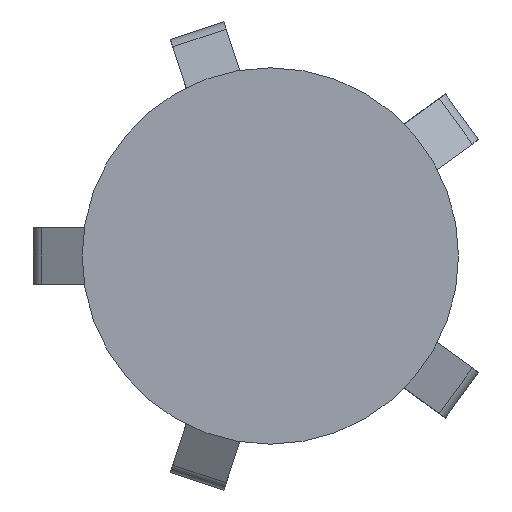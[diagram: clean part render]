
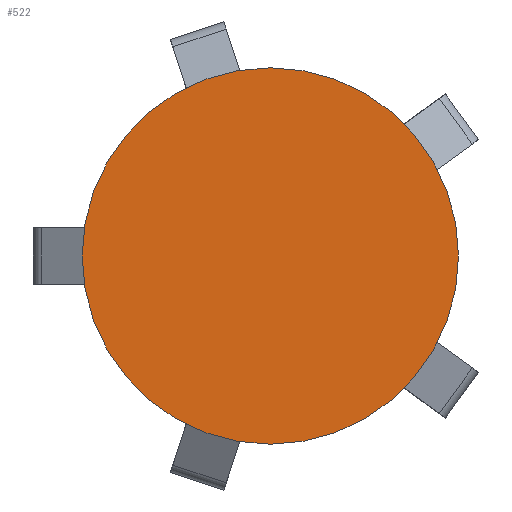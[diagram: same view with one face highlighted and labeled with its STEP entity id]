
A CAD part, front view. The second image highlights one B-rep face of the part: STEP entity #522.
In plain terms, the highlighted planar face has unit normal (0, -1, 0).
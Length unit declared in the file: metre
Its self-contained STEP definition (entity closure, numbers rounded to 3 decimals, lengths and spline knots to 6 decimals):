
#522 = ADVANCED_FACE( '', ( #1238 ), #1239, .F. );
#1238 = FACE_OUTER_BOUND( '', #2058, .T. );
#1239 = PLANE( '', #2059 );
#2058 = EDGE_LOOP( '', ( #4510 ) );
#2059 = AXIS2_PLACEMENT_3D( '', #4511, #4512, #4513 );
#4510 = ORIENTED_EDGE( '', *, *, #5811, .F. );
#4511 = CARTESIAN_POINT( '', ( 0., -0.125, 0. ) );
#4512 = DIRECTION( '', ( 0., 1., 0. ) );
#4513 = DIRECTION( '', ( 0., 0., 1. ) );
#5811 = EDGE_CURVE( '', #7168, #7168, #7169, .T. );
#7168 = VERTEX_POINT( '', #9044 );
#7169 = CIRCLE( '', #9045, 0.1001 );
#9044 = CARTESIAN_POINT( '', ( 0., -0.125, 0.1001 ) );
#9045 = AXIS2_PLACEMENT_3D( '', #10733, #10734, #10735 );
#10733 = CARTESIAN_POINT( '', ( 0., -0.125, 0. ) );
#10734 = DIRECTION( '', ( 0., 1., 0. ) );
#10735 = DIRECTION( '', ( 0., 0., 1. ) );
